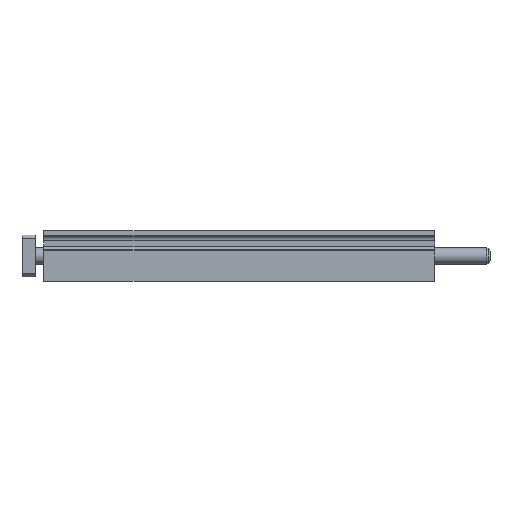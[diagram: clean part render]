
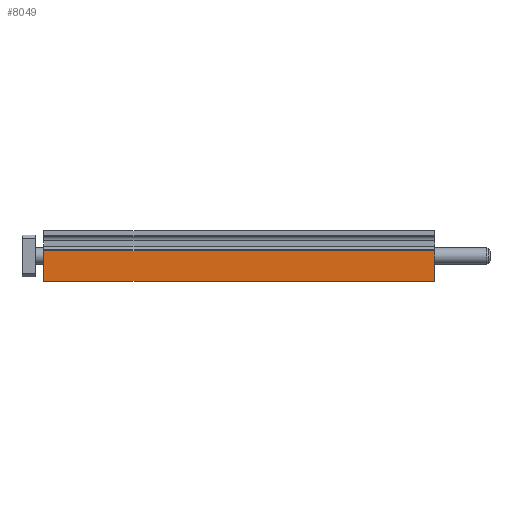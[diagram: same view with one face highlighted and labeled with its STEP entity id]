
A CAD part, front view. The second image highlights one B-rep face of the part: STEP entity #8049.
In plain terms, the highlighted planar face has unit normal (0, -1, 0).
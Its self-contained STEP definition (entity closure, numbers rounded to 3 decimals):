
#331 = CARTESIAN_POINT ( 'NONE',  ( 233., -34., -15. ) ) ;
#873 = VERTEX_POINT ( 'NONE', #4438 ) ;
#1081 = EDGE_CURVE ( 'NONE', #2982, #9645, #2551, .T. ) ;
#1290 = CARTESIAN_POINT ( 'NONE',  ( 233., -34., 3. ) ) ;
#1542 = DIRECTION ( 'NONE',  ( -1., 0., 0. ) ) ;
#1653 = FACE_OUTER_BOUND ( 'NONE', #1991, .T. ) ;
#1753 = CARTESIAN_POINT ( 'NONE',  ( 0., -34., 3. ) ) ;
#1882 = VECTOR ( 'NONE', #2830, 1000. ) ;
#1991 = EDGE_LOOP ( 'NONE', ( #5788, #8150, #5648, #7618 ) ) ;
#2551 = LINE ( 'NONE', #1753, #9894 ) ;
#2609 = CARTESIAN_POINT ( 'NONE',  ( 233., -34., -15. ) ) ;
#2802 = CARTESIAN_POINT ( 'NONE',  ( 233., -34., 3. ) ) ;
#2830 = DIRECTION ( 'NONE',  ( 0., 0., -1. ) ) ;
#2980 = LINE ( 'NONE', #1290, #1882 ) ;
#2982 = VERTEX_POINT ( 'NONE', #5557 ) ;
#3475 = VECTOR ( 'NONE', #6043, 1000. ) ;
#4160 = VECTOR ( 'NONE', #1542, 1000. ) ;
#4254 = DIRECTION ( 'NONE',  ( 0., 0., -1. ) ) ;
#4397 = EDGE_CURVE ( 'NONE', #873, #9278, #2980, .T. ) ;
#4438 = CARTESIAN_POINT ( 'NONE',  ( 233., -34., 3. ) ) ;
#4501 = LINE ( 'NONE', #2802, #3475 ) ;
#4855 = LINE ( 'NONE', #2609, #4160 ) ;
#5311 = CARTESIAN_POINT ( 'NONE',  ( 0., -34., -15. ) ) ;
#5557 = CARTESIAN_POINT ( 'NONE',  ( 0., -34., 3. ) ) ;
#5648 = ORIENTED_EDGE ( 'NONE', *, *, #4397, .F. ) ;
#5711 = CARTESIAN_POINT ( 'NONE',  ( 233., -34., 3. ) ) ;
#5788 = ORIENTED_EDGE ( 'NONE', *, *, #1081, .T. ) ;
#6043 = DIRECTION ( 'NONE',  ( -1., 0., 0. ) ) ;
#6893 = EDGE_CURVE ( 'NONE', #873, #2982, #4501, .T. ) ;
#7284 = DIRECTION ( 'NONE',  ( 1., 0., 0. ) ) ;
#7449 = EDGE_CURVE ( 'NONE', #9278, #9645, #4855, .T. ) ;
#7618 = ORIENTED_EDGE ( 'NONE', *, *, #6893, .T. ) ;
#8049 = ADVANCED_FACE ( 'NONE', ( #1653 ), #9040, .F. ) ;
#8078 = DIRECTION ( 'NONE',  ( 0., 1., 0. ) ) ;
#8150 = ORIENTED_EDGE ( 'NONE', *, *, #7449, .F. ) ;
#9040 = PLANE ( 'NONE',  #10490 ) ;
#9278 = VERTEX_POINT ( 'NONE', #331 ) ;
#9645 = VERTEX_POINT ( 'NONE', #5311 ) ;
#9894 = VECTOR ( 'NONE', #4254, 1000. ) ;
#10490 = AXIS2_PLACEMENT_3D ( 'NONE', #5711, #8078, #7284 ) ;
